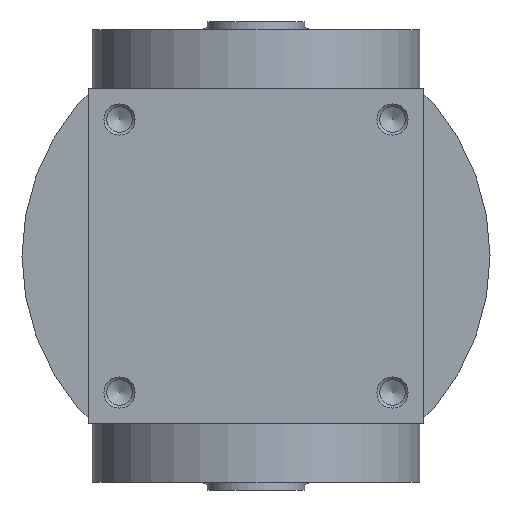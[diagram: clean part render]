
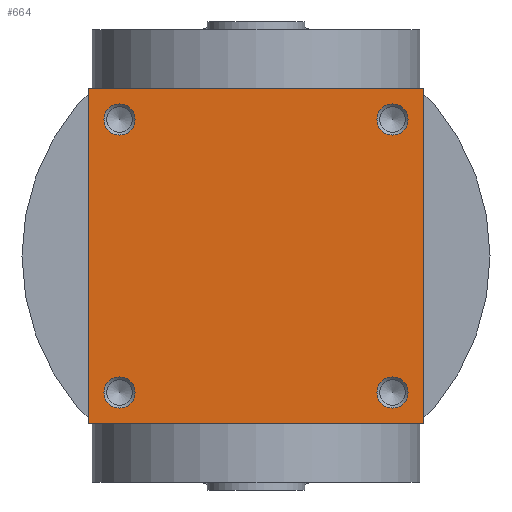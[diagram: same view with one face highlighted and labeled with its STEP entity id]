
A CAD part, left-side view. The second image highlights one B-rep face of the part: STEP entity #664.
In plain terms, the highlighted face is planar.
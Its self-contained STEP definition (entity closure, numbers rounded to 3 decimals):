
#664 = ADVANCED_FACE( '', ( #1498, #1499, #1500, #1501, #1502 ), #1503, .F. );
#1498 = FACE_BOUND( '', #2430, .T. );
#1499 = FACE_BOUND( '', #2431, .T. );
#1500 = FACE_BOUND( '', #2432, .T. );
#1501 = FACE_BOUND( '', #2433, .T. );
#1502 = FACE_OUTER_BOUND( '', #2434, .T. );
#1503 = PLANE( '', #2435 );
#2430 = EDGE_LOOP( '', ( #4107 ) );
#2431 = EDGE_LOOP( '', ( #4108 ) );
#2432 = EDGE_LOOP( '', ( #4109 ) );
#2433 = EDGE_LOOP( '', ( #4110 ) );
#2434 = EDGE_LOOP( '', ( #4111, #4112, #4113, #4114 ) );
#2435 = AXIS2_PLACEMENT_3D( '', #4115, #4116, #4117 );
#4107 = ORIENTED_EDGE( '', *, *, #4704, .F. );
#4108 = ORIENTED_EDGE( '', *, *, #5150, .T. );
#4109 = ORIENTED_EDGE( '', *, *, #4908, .F. );
#4110 = ORIENTED_EDGE( '', *, *, #5288, .T. );
#4111 = ORIENTED_EDGE( '', *, *, #4955, .F. );
#4112 = ORIENTED_EDGE( '', *, *, #5243, .F. );
#4113 = ORIENTED_EDGE( '', *, *, #4677, .F. );
#4114 = ORIENTED_EDGE( '', *, *, #5011, .F. );
#4115 = CARTESIAN_POINT( '', ( 0., 0., -43. ) );
#4116 = DIRECTION( '', ( 0., 0., 1. ) );
#4117 = DIRECTION( '', ( 1., 0., 0. ) );
#4677 = EDGE_CURVE( '', #5446, #5447, #5448, .T. );
#4704 = EDGE_CURVE( '', #5495, #5495, #5496, .T. );
#4908 = EDGE_CURVE( '', #5831, #5831, #5832, .T. );
#4955 = EDGE_CURVE( '', #5901, #5902, #5903, .T. );
#5011 = EDGE_CURVE( '', #5902, #5446, #5990, .T. );
#5150 = EDGE_CURVE( '', #6187, #6187, #6188, .T. );
#5243 = EDGE_CURVE( '', #5447, #5901, #6311, .T. );
#5288 = EDGE_CURVE( '', #6363, #6363, #6364, .T. );
#5446 = VERTEX_POINT( '', #6540 );
#5447 = VERTEX_POINT( '', #6541 );
#5448 = LINE( '', #6542, #6543 );
#5495 = VERTEX_POINT( '', #6599 );
#5496 = CIRCLE( '', #6600, 4. );
#5831 = VERTEX_POINT( '', #7014 );
#5832 = CIRCLE( '', #7015, 4. );
#5901 = VERTEX_POINT( '', #7105 );
#5902 = VERTEX_POINT( '', #7106 );
#5903 = LINE( '', #7107, #7108 );
#5990 = LINE( '', #7223, #7224 );
#6187 = VERTEX_POINT( '', #7475 );
#6188 = CIRCLE( '', #7476, 4. );
#6311 = LINE( '', #7621, #7622 );
#6363 = VERTEX_POINT( '', #7689 );
#6364 = CIRCLE( '', #7690, 4. );
#6540 = CARTESIAN_POINT( '', ( 43., -43., -43. ) );
#6541 = CARTESIAN_POINT( '', ( 43., 43., -43. ) );
#6542 = CARTESIAN_POINT( '', ( 43., -43., -43. ) );
#6543 = VECTOR( '', #7867, 1000. );
#6599 = CARTESIAN_POINT( '', ( -39., 35., -43. ) );
#6600 = AXIS2_PLACEMENT_3D( '', #7913, #7914, #7915 );
#7014 = CARTESIAN_POINT( '', ( -39., -35., -43. ) );
#7015 = AXIS2_PLACEMENT_3D( '', #8211, #8212, #8213 );
#7105 = CARTESIAN_POINT( '', ( -43., 43., -43. ) );
#7106 = CARTESIAN_POINT( '', ( -43., -43., -43. ) );
#7107 = CARTESIAN_POINT( '', ( -43., 43., -43. ) );
#7108 = VECTOR( '', #8268, 1000. );
#7223 = CARTESIAN_POINT( '', ( -43., -43., -43. ) );
#7224 = VECTOR( '', #8333, 1000. );
#7475 = CARTESIAN_POINT( '', ( 39., 35., -43. ) );
#7476 = AXIS2_PLACEMENT_3D( '', #8505, #8506, #8507 );
#7621 = CARTESIAN_POINT( '', ( 43., 43., -43. ) );
#7622 = VECTOR( '', #8629, 1000. );
#7689 = CARTESIAN_POINT( '', ( 39., -35., -43. ) );
#7690 = AXIS2_PLACEMENT_3D( '', #8666, #8667, #8668 );
#7867 = DIRECTION( '', ( 0., 1., 0. ) );
#7913 = CARTESIAN_POINT( '', ( -35., 35., -43. ) );
#7914 = DIRECTION( '', ( 0., 0., -1. ) );
#7915 = DIRECTION( '', ( -1., 0., 0. ) );
#8211 = CARTESIAN_POINT( '', ( -35., -35., -43. ) );
#8212 = DIRECTION( '', ( 0., 0., -1. ) );
#8213 = DIRECTION( '', ( -1., 0., 0. ) );
#8268 = DIRECTION( '', ( 0., -1., 0. ) );
#8333 = DIRECTION( '', ( 1., 0., 0. ) );
#8505 = CARTESIAN_POINT( '', ( 35., 35., -43. ) );
#8506 = DIRECTION( '', ( 0., 0., 1. ) );
#8507 = DIRECTION( '', ( 1., 0., 0. ) );
#8629 = DIRECTION( '', ( -1., 0., 0. ) );
#8666 = CARTESIAN_POINT( '', ( 35., -35., -43. ) );
#8667 = DIRECTION( '', ( 0., 0., 1. ) );
#8668 = DIRECTION( '', ( 1., 0., 0. ) );
